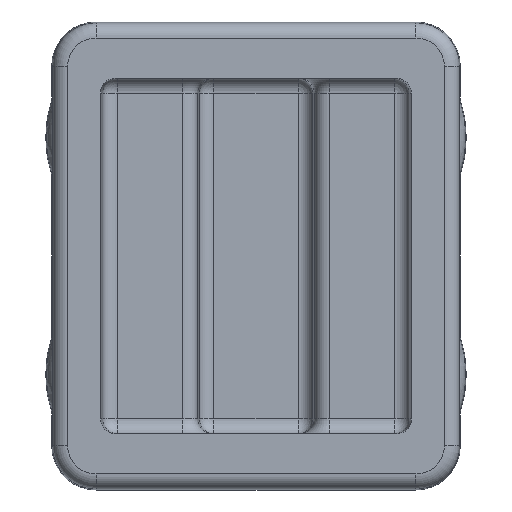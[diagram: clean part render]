
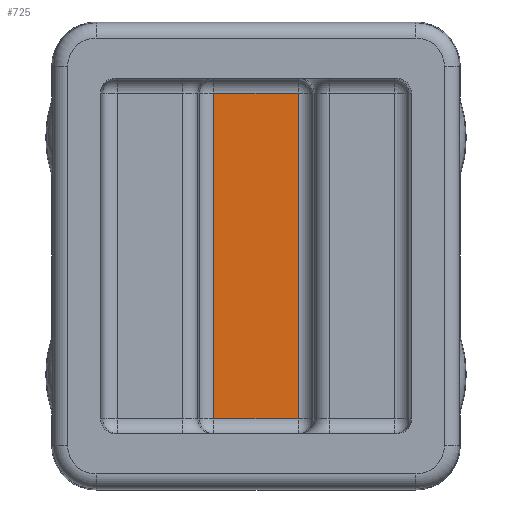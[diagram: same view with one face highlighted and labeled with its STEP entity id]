
A CAD part, front view. The second image highlights one B-rep face of the part: STEP entity #725.
In plain terms, the highlighted planar face has unit normal (0, -1, 0).
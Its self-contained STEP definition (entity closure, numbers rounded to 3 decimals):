
#308 = EDGE_CURVE ( 'NONE', #1511, #2359, #1135, .T. ) ;
#319 = EDGE_CURVE ( 'NONE', #2359, #1648, #1163, .T. ) ;
#400 = EDGE_CURVE ( 'NONE', #1648, #1837, #1099, .T. ) ;
#443 = EDGE_CURVE ( 'NONE', #1837, #1511, #1092, .T. ) ;
#527 = CARTESIAN_POINT ( 'NONE',  ( 1.421, 1., -5.5 ) ) ;
#725 = ADVANCED_FACE ( 'NONE', ( #1015 ), #2743, .F. ) ;
#1015 = FACE_OUTER_BOUND ( 'NONE', #2379, .T. ) ;
#1018 = CARTESIAN_POINT ( 'NONE',  ( -1.895, 1., -5.5 ) ) ;
#1084 = VECTOR ( 'NONE', #2164, 1000. ) ;
#1092 = LINE ( 'NONE', #2150, #1084 ) ;
#1099 = LINE ( 'NONE', #2193, #1104 ) ;
#1104 = VECTOR ( 'NONE', #2178, 1000. ) ;
#1121 = VECTOR ( 'NONE', #2393, 1000. ) ;
#1135 = LINE ( 'NONE', #1601, #1142 ) ;
#1142 = VECTOR ( 'NONE', #2137, 1000. ) ;
#1163 = LINE ( 'NONE', #1018, #1121 ) ;
#1413 = ORIENTED_EDGE ( 'NONE', *, *, #319, .T. ) ;
#1470 = AXIS2_PLACEMENT_3D ( 'NONE', #2766, #2599, #2554 ) ;
#1477 = ORIENTED_EDGE ( 'NONE', *, *, #308, .T. ) ;
#1511 = VERTEX_POINT ( 'NONE', #2648 ) ;
#1548 = ORIENTED_EDGE ( 'NONE', *, *, #400, .T. ) ;
#1554 = ORIENTED_EDGE ( 'NONE', *, *, #443, .T. ) ;
#1601 = CARTESIAN_POINT ( 'NONE',  ( -1.421, 1., -5.5 ) ) ;
#1648 = VERTEX_POINT ( 'NONE', #527 ) ;
#1837 = VERTEX_POINT ( 'NONE', #2580 ) ;
#2137 = DIRECTION ( 'NONE',  ( 0., 0., -1. ) ) ;
#2150 = CARTESIAN_POINT ( 'NONE',  ( -1.394, 1., 5.5 ) ) ;
#2164 = DIRECTION ( 'NONE',  ( -1., 0., 0. ) ) ;
#2178 = DIRECTION ( 'NONE',  ( 0., 0., 1. ) ) ;
#2193 = CARTESIAN_POINT ( 'NONE',  ( 1.421, 1., 5.5 ) ) ;
#2359 = VERTEX_POINT ( 'NONE', #2574 ) ;
#2379 = EDGE_LOOP ( 'NONE', ( #1477, #1413, #1548, #1554 ) ) ;
#2393 = DIRECTION ( 'NONE',  ( 1., 0., 0. ) ) ;
#2554 = DIRECTION ( 'NONE',  ( -1., 0., 0. ) ) ;
#2574 = CARTESIAN_POINT ( 'NONE',  ( -1.421, 1., -5.5 ) ) ;
#2580 = CARTESIAN_POINT ( 'NONE',  ( 1.421, 1., 5.5 ) ) ;
#2599 = DIRECTION ( 'NONE',  ( 0., 1., 0. ) ) ;
#2648 = CARTESIAN_POINT ( 'NONE',  ( -1.421, 1., 5.5 ) ) ;
#2743 = PLANE ( 'NONE',  #1470 ) ;
#2766 = CARTESIAN_POINT ( 'NONE',  ( -1.895, 1., -6. ) ) ;
